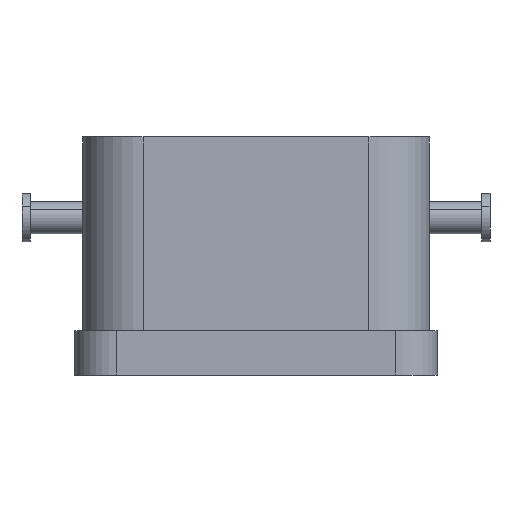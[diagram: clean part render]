
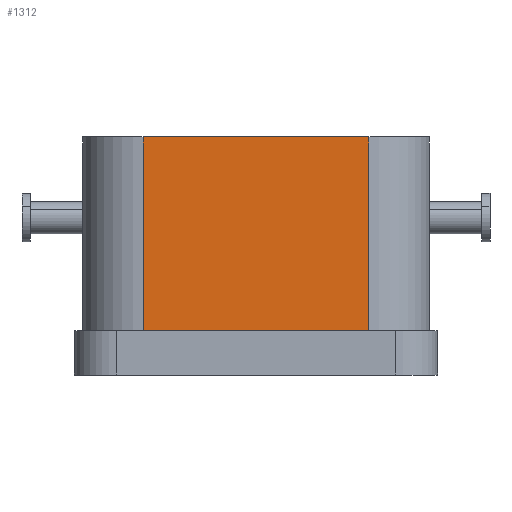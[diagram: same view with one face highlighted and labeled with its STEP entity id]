
A CAD part, front view. The second image highlights one B-rep face of the part: STEP entity #1312.
In plain terms, the highlighted planar face has unit normal (0, -1, 0).
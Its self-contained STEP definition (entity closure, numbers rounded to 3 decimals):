
#1285=AXIS2_PLACEMENT_3D('Plane Axis2P3D',#1282,#1283,#1284) ;
#1256=CARTESIAN_POINT('Line Origine',(15.,10.,13.)) ;
#1260=CARTESIAN_POINT('Vertex',(15.,10.,5.5)) ;
#1262=CARTESIAN_POINT('Vertex',(15.,10.,29.5)) ;
#1282=CARTESIAN_POINT('Axis2P3D Location',(7.5,10.,24.)) ;
#1287=CARTESIAN_POINT('Line Origine',(29.,10.,5.5)) ;
#1291=CARTESIAN_POINT('Vertex',(43.,10.,5.5)) ;
#1294=CARTESIAN_POINT('Line Origine',(43.,10.,17.5)) ;
#1298=CARTESIAN_POINT('Vertex',(43.,10.,29.5)) ;
#1301=CARTESIAN_POINT('Line Origine',(29.,10.,29.5)) ;
#1257=DIRECTION('Vector Direction',(0.,0.,-1.)) ;
#1283=DIRECTION('Axis2P3D Direction',(-0.,1.,0.)) ;
#1284=DIRECTION('Axis2P3D XDirection',(1.,0.,0.)) ;
#1288=DIRECTION('Vector Direction',(1.,0.,0.)) ;
#1295=DIRECTION('Vector Direction',(0.,0.,1.)) ;
#1302=DIRECTION('Vector Direction',(1.,0.,0.)) ;
#1258=VECTOR('Line Direction',#1257,1.) ;
#1289=VECTOR('Line Direction',#1288,1.) ;
#1296=VECTOR('Line Direction',#1295,1.) ;
#1303=VECTOR('Line Direction',#1302,1.) ;
#1307=ORIENTED_EDGE('',*,*,#1293,.T.) ;
#1308=ORIENTED_EDGE('',*,*,#1300,.T.) ;
#1309=ORIENTED_EDGE('',*,*,#1305,.F.) ;
#1310=ORIENTED_EDGE('',*,*,#1264,.F.) ;
#1312=ADVANCED_FACE('Hauptk\X2\00F6\X0\rper',(#1311),#1286,.F.) ;
#1264=EDGE_CURVE('',#1261,#1263,#1259,.F.) ;
#1293=EDGE_CURVE('',#1261,#1292,#1290,.T.) ;
#1300=EDGE_CURVE('',#1292,#1299,#1297,.T.) ;
#1305=EDGE_CURVE('',#1263,#1299,#1304,.T.) ;
#1306=EDGE_LOOP('',(#1307,#1308,#1309,#1310)) ;
#1311=FACE_OUTER_BOUND('',#1306,.T.) ;
#1259=LINE('Line',#1256,#1258) ;
#1290=LINE('Line',#1287,#1289) ;
#1297=LINE('Line',#1294,#1296) ;
#1304=LINE('Line',#1301,#1303) ;
#1286=PLANE('',#1285) ;
#1261=VERTEX_POINT('',#1260) ;
#1263=VERTEX_POINT('',#1262) ;
#1292=VERTEX_POINT('',#1291) ;
#1299=VERTEX_POINT('',#1298) ;
